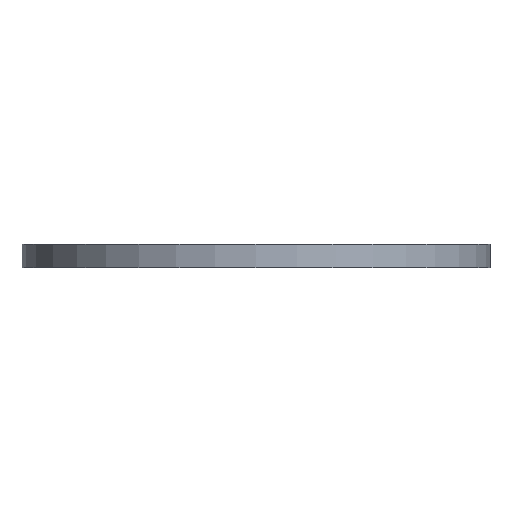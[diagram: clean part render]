
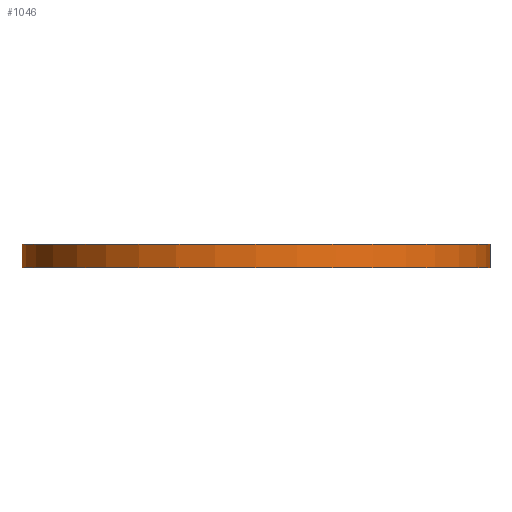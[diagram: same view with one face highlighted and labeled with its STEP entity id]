
A CAD part, front view. The second image highlights one B-rep face of the part: STEP entity #1046.
In plain terms, the highlighted cylindrical face has radius 127 mm (diameter 254 mm), a partial arc.
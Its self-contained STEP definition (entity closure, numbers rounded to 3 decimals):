
#24 = EDGE_LOOP ( 'NONE', ( #129, #130, #131, #132 ) ) ;
#129 = ORIENTED_EDGE ( 'NONE', *, *, #486, .F. ) ;
#130 = ORIENTED_EDGE ( 'NONE', *, *, #485, .F. ) ;
#131 = ORIENTED_EDGE ( 'NONE', *, *, #488, .T. ) ;
#132 = ORIENTED_EDGE ( 'NONE', *, *, #490, .T. ) ;
#284 = VECTOR ( 'NONE', #791, 1000. ) ;
#288 = LINE ( 'NONE', #795, #289 ) ;
#289 = VECTOR ( 'NONE', #796, 1000. ) ;
#290 = LINE ( 'NONE', #785, #284 ) ;
#291 = CIRCLE ( 'NONE', #513, 127. ) ;
#294 = CIRCLE ( 'NONE', #537, 127. ) ;
#343 = FACE_OUTER_BOUND ( 'NONE', #24, .T. ) ;
#352 = CYLINDRICAL_SURFACE ( 'NONE', #577, 127. ) ;
#485 = EDGE_CURVE ( 'NONE', #659, #658, #291, .T. ) ;
#486 = EDGE_CURVE ( 'NONE', #658, #660, #290, .T. ) ;
#488 = EDGE_CURVE ( 'NONE', #659, #661, #288, .T. ) ;
#490 = EDGE_CURVE ( 'NONE', #661, #660, #294, .T. ) ;
#513 = AXIS2_PLACEMENT_3D ( 'NONE', #787, #788, #789 ) ;
#537 = AXIS2_PLACEMENT_3D ( 'NONE', #794, #802, #803 ) ;
#577 = AXIS2_PLACEMENT_3D ( 'NONE', #968, #967, #963 ) ;
#658 = VERTEX_POINT ( 'NONE', #916 ) ;
#659 = VERTEX_POINT ( 'NONE', #917 ) ;
#660 = VERTEX_POINT ( 'NONE', #918 ) ;
#661 = VERTEX_POINT ( 'NONE', #919 ) ;
#785 = CARTESIAN_POINT ( 'NONE',  ( -127., 0., -12.7 ) ) ;
#787 = CARTESIAN_POINT ( 'NONE',  ( 0., 0., -12.7 ) ) ;
#788 = DIRECTION ( 'NONE',  ( 0., 0., -1. ) ) ;
#789 = DIRECTION ( 'NONE',  ( -1., 0., 0. ) ) ;
#791 = DIRECTION ( 'NONE',  ( 0., 0., 1. ) ) ;
#794 = CARTESIAN_POINT ( 'NONE',  ( 0., 0., 0. ) ) ;
#795 = CARTESIAN_POINT ( 'NONE',  ( 127., 0., -12.7 ) ) ;
#796 = DIRECTION ( 'NONE',  ( 0., 0., 1. ) ) ;
#802 = DIRECTION ( 'NONE',  ( 0., 0., -1. ) ) ;
#803 = DIRECTION ( 'NONE',  ( -1., 0., 0. ) ) ;
#916 = CARTESIAN_POINT ( 'NONE',  ( -127., 0., -12.7 ) ) ;
#917 = CARTESIAN_POINT ( 'NONE',  ( 127., 0., -12.7 ) ) ;
#918 = CARTESIAN_POINT ( 'NONE',  ( -127., 0., 0. ) ) ;
#919 = CARTESIAN_POINT ( 'NONE',  ( 127., 0., 0. ) ) ;
#963 = DIRECTION ( 'NONE',  ( 1., 0., 0. ) ) ;
#967 = DIRECTION ( 'NONE',  ( 0., 0., 1. ) ) ;
#968 = CARTESIAN_POINT ( 'NONE',  ( 0., 0., -12.7 ) ) ;
#1046 = ADVANCED_FACE ( 'NONE', ( #343 ), #352, .T. ) ;
